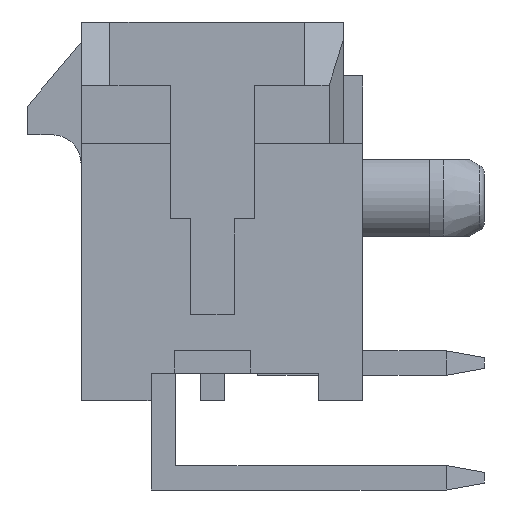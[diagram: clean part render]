
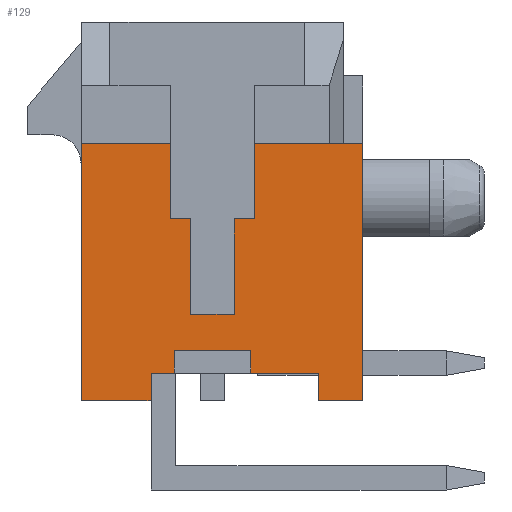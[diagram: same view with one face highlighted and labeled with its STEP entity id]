
A CAD part, left-side view. The second image highlights one B-rep face of the part: STEP entity #129.
In plain terms, the highlighted planar face has unit normal (-1, 0, 0).
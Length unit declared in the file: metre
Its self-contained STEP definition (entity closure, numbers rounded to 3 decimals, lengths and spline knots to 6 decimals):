
#129 = ADVANCED_FACE( '', ( #414 ), #415, .T. );
#414 = FACE_OUTER_BOUND( '', #813, .T. );
#415 = PLANE( '', #814 );
#813 = EDGE_LOOP( '', ( #1749, #1750, #1751, #1752, #1753, #1754, #1755, #1756, #1757, #1758, #1759, #1760, #1761, #1762, #1763, #1764, #1765, #1766, #1767, #1768 ) );
#814 = AXIS2_PLACEMENT_3D( '', #1769, #1770, #1771 );
#1749 = ORIENTED_EDGE( '', *, *, #2684, .F. );
#1750 = ORIENTED_EDGE( '', *, *, #3007, .T. );
#1751 = ORIENTED_EDGE( '', *, *, #3008, .T. );
#1752 = ORIENTED_EDGE( '', *, *, #3009, .F. );
#1753 = ORIENTED_EDGE( '', *, *, #2664, .T. );
#1754 = ORIENTED_EDGE( '', *, *, #3003, .T. );
#1755 = ORIENTED_EDGE( '', *, *, #2827, .T. );
#1756 = ORIENTED_EDGE( '', *, *, #3010, .T. );
#1757 = ORIENTED_EDGE( '', *, *, #2770, .T. );
#1758 = ORIENTED_EDGE( '', *, *, #3011, .T. );
#1759 = ORIENTED_EDGE( '', *, *, #2984, .F. );
#1760 = ORIENTED_EDGE( '', *, *, #3012, .F. );
#1761 = ORIENTED_EDGE( '', *, *, #3013, .F. );
#1762 = ORIENTED_EDGE( '', *, *, #3014, .T. );
#1763 = ORIENTED_EDGE( '', *, *, #3015, .T. );
#1764 = ORIENTED_EDGE( '', *, *, #3016, .F. );
#1765 = ORIENTED_EDGE( '', *, *, #3017, .T. );
#1766 = ORIENTED_EDGE( '', *, *, #3018, .T. );
#1767 = ORIENTED_EDGE( '', *, *, #2881, .T. );
#1768 = ORIENTED_EDGE( '', *, *, #3019, .F. );
#1769 = CARTESIAN_POINT( '', ( -0.003575, 0.003435, -0.00496 ) );
#1770 = DIRECTION( '', ( -1., 0., 0. ) );
#1771 = DIRECTION( '', ( 0., 0., 1. ) );
#2664 = EDGE_CURVE( '', #3184, #3182, #3185, .T. );
#2684 = EDGE_CURVE( '', #3221, #3224, #3225, .T. );
#2770 = EDGE_CURVE( '', #3391, #3388, #3392, .T. );
#2827 = EDGE_CURVE( '', #3495, #3496, #3497, .T. );
#2881 = EDGE_CURVE( '', #3591, #3592, #3593, .T. );
#2984 = EDGE_CURVE( '', #3758, #3760, #3761, .T. );
#3003 = EDGE_CURVE( '', #3182, #3495, #3787, .T. );
#3007 = EDGE_CURVE( '', #3221, #3793, #3794, .T. );
#3008 = EDGE_CURVE( '', #3793, #3795, #3796, .T. );
#3009 = EDGE_CURVE( '', #3184, #3795, #3797, .T. );
#3010 = EDGE_CURVE( '', #3496, #3391, #3798, .T. );
#3011 = EDGE_CURVE( '', #3388, #3760, #3799, .T. );
#3012 = EDGE_CURVE( '', #3800, #3758, #3801, .T. );
#3013 = EDGE_CURVE( '', #3802, #3800, #3803, .T. );
#3014 = EDGE_CURVE( '', #3802, #3804, #3805, .T. );
#3015 = EDGE_CURVE( '', #3804, #3806, #3807, .T. );
#3016 = EDGE_CURVE( '', #3808, #3806, #3809, .T. );
#3017 = EDGE_CURVE( '', #3808, #3810, #3811, .T. );
#3018 = EDGE_CURVE( '', #3810, #3591, #3812, .T. );
#3019 = EDGE_CURVE( '', #3224, #3592, #3813, .T. );
#3182 = VERTEX_POINT( '', #4029 );
#3184 = VERTEX_POINT( '', #4032 );
#3185 = LINE( '', #4033, #4034 );
#3221 = VERTEX_POINT( '', #4088 );
#3224 = VERTEX_POINT( '', #4092 );
#3225 = LINE( '', #4093, #4094 );
#3388 = VERTEX_POINT( '', #4336 );
#3391 = VERTEX_POINT( '', #4340 );
#3392 = LINE( '', #4341, #4342 );
#3495 = VERTEX_POINT( '', #4516 );
#3496 = VERTEX_POINT( '', #4517 );
#3497 = LINE( '', #4518, #4519 );
#3591 = VERTEX_POINT( '', #4674 );
#3592 = VERTEX_POINT( '', #4675 );
#3593 = LINE( '', #4676, #4677 );
#3758 = VERTEX_POINT( '', #4955 );
#3760 = VERTEX_POINT( '', #4958 );
#3761 = LINE( '', #4959, #4960 );
#3787 = LINE( '', #5022, #5023 );
#3793 = VERTEX_POINT( '', #5032 );
#3794 = LINE( '', #5033, #5034 );
#3795 = VERTEX_POINT( '', #5035 );
#3796 = LINE( '', #5036, #5037 );
#3797 = LINE( '', #5038, #5039 );
#3798 = LINE( '', #5040, #5041 );
#3799 = LINE( '', #5042, #5043 );
#3800 = VERTEX_POINT( '', #5044 );
#3801 = LINE( '', #5045, #5046 );
#3802 = VERTEX_POINT( '', #5047 );
#3803 = LINE( '', #5048, #5049 );
#3804 = VERTEX_POINT( '', #5050 );
#3805 = LINE( '', #5051, #5052 );
#3806 = VERTEX_POINT( '', #5053 );
#3807 = LINE( '', #5054, #5055 );
#3808 = VERTEX_POINT( '', #5056 );
#3809 = LINE( '', #5057, #5058 );
#3810 = VERTEX_POINT( '', #5059 );
#3811 = LINE( '', #5060, #5061 );
#3812 = LINE( '', #5062, #5063 );
#3813 = LINE( '', #5064, #5065 );
#4029 = CARTESIAN_POINT( '', ( -0.003575, -0.0011, -0.0002 ) );
#4032 = CARTESIAN_POINT( '', ( -0.003575, -0.0011, 0.00178 ) );
#4033 = CARTESIAN_POINT( '', ( -0.003575, -0.0011, 0.00178 ) );
#4034 = VECTOR( '', #5453, 1. );
#4088 = CARTESIAN_POINT( '', ( -0.003575, -0.002775, -0.00496 ) );
#4092 = CARTESIAN_POINT( '', ( -0.003575, -0.002775, -0.004235 ) );
#4093 = CARTESIAN_POINT( '', ( -0.003575, -0.002775, -0.00496 ) );
#4094 = VECTOR( '', #5473, 1. );
#4336 = CARTESIAN_POINT( '', ( -0.003575, 0.000575, -0.0002 ) );
#4340 = CARTESIAN_POINT( '', ( -0.003575, 0.000575, -0.0027 ) );
#4341 = CARTESIAN_POINT( '', ( -0.003575, 0.000575, -0.0027 ) );
#4342 = VECTOR( '', #5569, 1. );
#4516 = CARTESIAN_POINT( '', ( -0.003575, -0.000575, -0.0002 ) );
#4517 = CARTESIAN_POINT( '', ( -0.003575, -0.000575, -0.0027 ) );
#4518 = CARTESIAN_POINT( '', ( -0.003575, -0.000575, -0.0002 ) );
#4519 = VECTOR( '', #5627, 1. );
#4674 = CARTESIAN_POINT( '', ( -0.003575, -0.001, -0.003635 ) );
#4675 = CARTESIAN_POINT( '', ( -0.003575, -0.001, -0.004235 ) );
#4676 = CARTESIAN_POINT( '', ( -0.003575, -0.001, -0.003635 ) );
#4677 = VECTOR( '', #5681, 1. );
#4955 = CARTESIAN_POINT( '', ( -0.003575, 0.0011, 0.00178 ) );
#4958 = CARTESIAN_POINT( '', ( -0.003575, 0.0011, -0.0002 ) );
#4959 = CARTESIAN_POINT( '', ( -0.003575, 0.0011, 0.00178 ) );
#4960 = VECTOR( '', #5787, 1. );
#5022 = CARTESIAN_POINT( '', ( -0.003575, -0.0011, -0.0002 ) );
#5023 = VECTOR( '', #5801, 1. );
#5032 = CARTESIAN_POINT( '', ( -0.003575, -0.003935, -0.00496 ) );
#5033 = CARTESIAN_POINT( '', ( -0.003575, -0.002775, -0.00496 ) );
#5034 = VECTOR( '', #5805, 1. );
#5035 = CARTESIAN_POINT( '', ( -0.003575, -0.003935, 0.00178 ) );
#5036 = CARTESIAN_POINT( '', ( -0.003575, -0.003935, -0.00496 ) );
#5037 = VECTOR( '', #5806, 1. );
#5038 = CARTESIAN_POINT( '', ( -0.003575, -0.0011, 0.00178 ) );
#5039 = VECTOR( '', #5807, 1. );
#5040 = CARTESIAN_POINT( '', ( -0.003575, -0.000575, -0.0027 ) );
#5041 = VECTOR( '', #5808, 1. );
#5042 = CARTESIAN_POINT( '', ( -0.003575, 0.000575, -0.0002 ) );
#5043 = VECTOR( '', #5809, 1. );
#5044 = CARTESIAN_POINT( '', ( -0.003575, 0.003435, 0.00178 ) );
#5045 = CARTESIAN_POINT( '', ( -0.003575, 0.003435, 0.00178 ) );
#5046 = VECTOR( '', #5810, 1. );
#5047 = CARTESIAN_POINT( '', ( -0.003575, 0.003435, -0.00496 ) );
#5048 = CARTESIAN_POINT( '', ( -0.003575, 0.003435, -0.00496 ) );
#5049 = VECTOR( '', #5811, 1. );
#5050 = CARTESIAN_POINT( '', ( -0.003575, 0.001605, -0.00496 ) );
#5051 = CARTESIAN_POINT( '', ( -0.003575, 0.003435, -0.00496 ) );
#5052 = VECTOR( '', #5812, 1. );
#5053 = CARTESIAN_POINT( '', ( -0.003575, 0.001605, -0.004235 ) );
#5054 = CARTESIAN_POINT( '', ( -0.003575, 0.001605, -0.00496 ) );
#5055 = VECTOR( '', #5813, 1. );
#5056 = CARTESIAN_POINT( '', ( -0.003575, 0.001, -0.004235 ) );
#5057 = CARTESIAN_POINT( '', ( -0.003575, 0.001, -0.004235 ) );
#5058 = VECTOR( '', #5814, 1. );
#5059 = CARTESIAN_POINT( '', ( -0.003575, 0.001, -0.003635 ) );
#5060 = CARTESIAN_POINT( '', ( -0.003575, 0.001, -0.004235 ) );
#5061 = VECTOR( '', #5815, 1. );
#5062 = CARTESIAN_POINT( '', ( -0.003575, 0.001, -0.003635 ) );
#5063 = VECTOR( '', #5816, 1. );
#5064 = CARTESIAN_POINT( '', ( -0.003575, -0.002775, -0.004235 ) );
#5065 = VECTOR( '', #5817, 1. );
#5453 = DIRECTION( '', ( 0., 0., -1. ) );
#5473 = DIRECTION( '', ( 0., 0., 1. ) );
#5569 = DIRECTION( '', ( 0., 0., 1. ) );
#5627 = DIRECTION( '', ( 0., 0., -1. ) );
#5681 = DIRECTION( '', ( 0., 0., -1. ) );
#5787 = DIRECTION( '', ( 0., 0., -1. ) );
#5801 = DIRECTION( '', ( 0., 1., 0. ) );
#5805 = DIRECTION( '', ( 0., -1., 0. ) );
#5806 = DIRECTION( '', ( 0., 0., 1. ) );
#5807 = DIRECTION( '', ( 0., -1., 0. ) );
#5808 = DIRECTION( '', ( 0., 1., 0. ) );
#5809 = DIRECTION( '', ( 0., 1., 0. ) );
#5810 = DIRECTION( '', ( 0., -1., 0. ) );
#5811 = DIRECTION( '', ( 0., 0., 1. ) );
#5812 = DIRECTION( '', ( 0., -1., 0. ) );
#5813 = DIRECTION( '', ( 0., 0., 1. ) );
#5814 = DIRECTION( '', ( 0., 1., 0. ) );
#5815 = DIRECTION( '', ( 0., 0., 1. ) );
#5816 = DIRECTION( '', ( 0., -1., 0. ) );
#5817 = DIRECTION( '', ( 0., 1., 0. ) );
